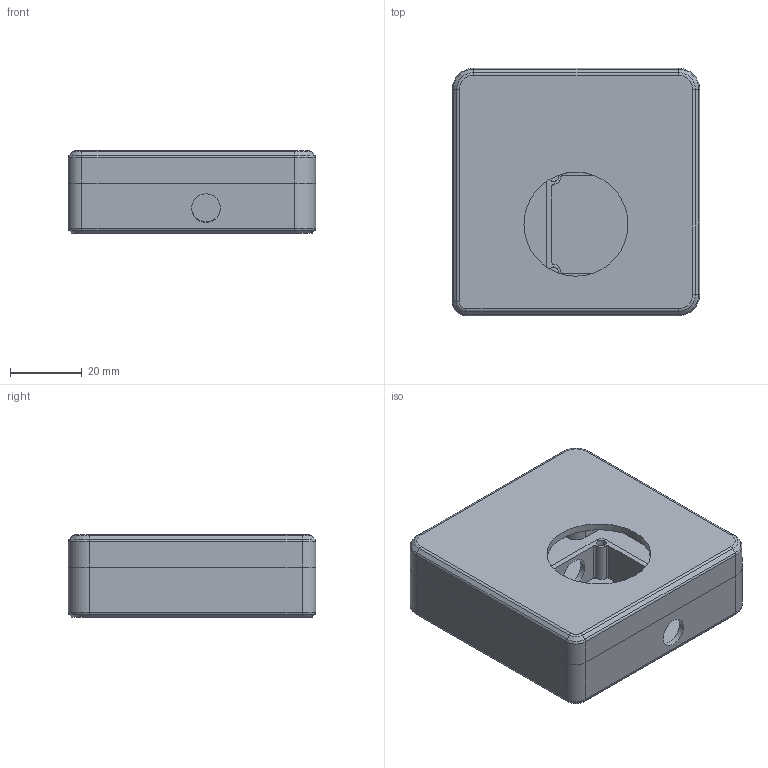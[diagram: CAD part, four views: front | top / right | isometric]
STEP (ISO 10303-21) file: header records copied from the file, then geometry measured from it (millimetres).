
FILE_DESCRIPTION(/* description */ (''),/* implementation_level */ '2;1');
FILE_NAME(/* name */ 'Joystick Base v9.step',/* time_stamp */ '2022-06-16T11:15:27-03:00',/* author */ (''),/* organization */ (''),/* preprocessor_version */ 'ST-DEVELOPER v19',/* originating_system */ 'Autodesk Translation Framework v11.7.0.108',/* authorisation */ '');
FILE_SCHEMA (('AUTOMOTIVE_DESIGN { 1 0 10303 214 3 1 1 }'));
Length unit declared in the file: millimetre
Products named in the file (5): Joystick Base; Bottom; Top; Prongs for joystick; Component6
Assembly tree (4 placements, depth 2):
  Joystick Base
    Bottom
    Top
    Prongs for joystick
    Component6
Bounding box: 69 x 69 x 23 mm (x, y, z)
Volume: 48377.2 mm3; surface area: 56995.1 mm2
Topology: 4 solids, 4 shells, 446 faces, 1141 edges, 742 vertices
Faces by surface type: plane 232, cylinder 138, bspline 48, torus 16, cone 12
Full cylindrical faces by diameter (mm): 2.68 x8, 3.5 x12, 6 x8, 8 x2, 8.5 x4, 29 x1
Entity records: 14150 total; most frequent: CARTESIAN_POINT 3154, ORIENTED_EDGE 2282, DIRECTION 2163, EDGE_CURVE 1141, VERTEX_POINT 742, LINE 741, VECTOR 741, AXIS2_PLACEMENT_3D 711
